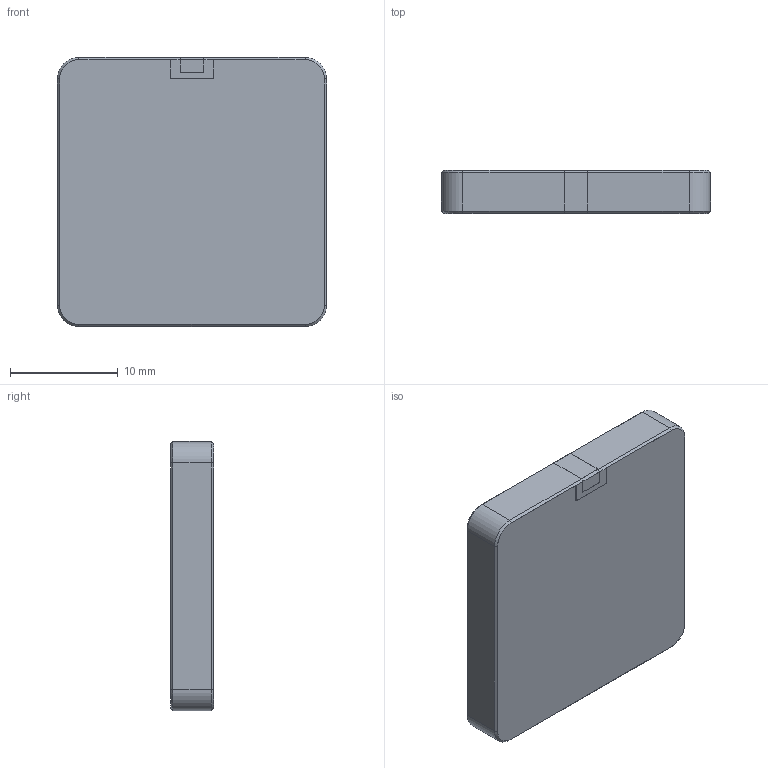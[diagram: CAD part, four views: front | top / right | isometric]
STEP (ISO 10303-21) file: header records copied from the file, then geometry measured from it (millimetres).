
FILE_DESCRIPTION (( 'STEP AP214' ), '1' );
FILE_NAME ('DSGP.1575.25.4.A.02.STEP', '2018-08-06T03:21:22', ( '' ), ( '' ), 'SwSTEP 2.0', 'SolidWorks 2017', '' );
FILE_SCHEMA (( 'AUTOMOTIVE_DESIGN' ));
Length unit declared in the file: millimetre
Products named in the file (1): DSGP.1575.25.4.A.02
Bounding box: 25 x 4.03 x 25.01 mm (x, y, z)
Volume: 2492.7 mm3; surface area: 1610.4 mm2
Topology: 1 solids, 1 shells, 427 faces, 1057 edges, 696 vertices
Faces by surface type: plane 213, bspline 190, cylinder 16, cone 8
Entity records: 16565 total; most frequent: CARTESIAN_POINT 7975, ORIENTED_EDGE 2114, DIRECTION 1189, EDGE_CURVE 1057, VERTEX_POINT 696, VECTOR 641, LINE 641, EDGE_LOOP 491
